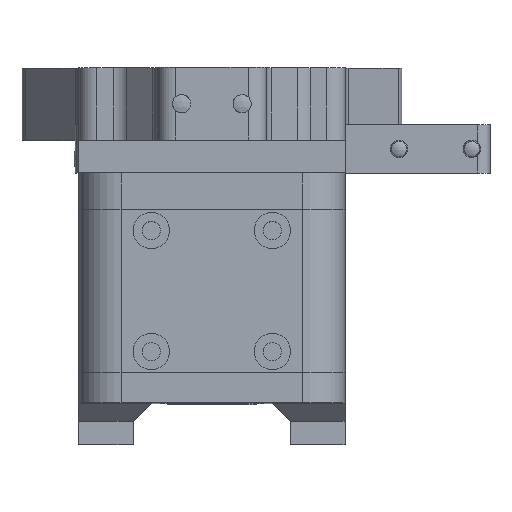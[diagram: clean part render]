
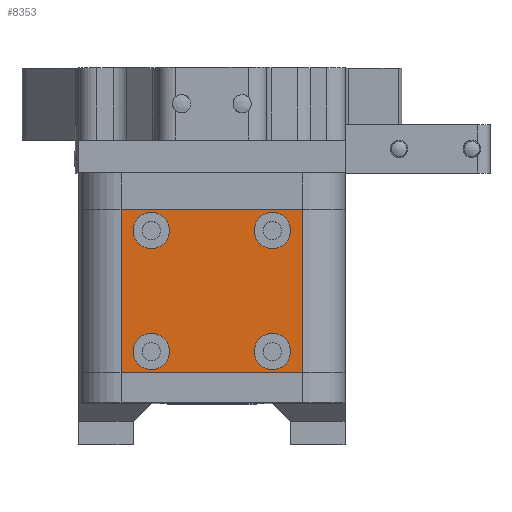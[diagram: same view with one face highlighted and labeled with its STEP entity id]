
A CAD part, top view. The second image highlights one B-rep face of the part: STEP entity #8353.
In plain terms, the highlighted planar face has unit normal (0, 0, 1).
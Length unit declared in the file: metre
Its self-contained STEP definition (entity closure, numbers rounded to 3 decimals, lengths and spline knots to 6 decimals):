
#629=LINE('',#14376,#1452);
#634=LINE('',#14396,#1457);
#641=LINE('',#14459,#1464);
#642=LINE('',#14460,#1465);
#1452=VECTOR('',#10984,1.);
#1457=VECTOR('',#10999,1.);
#1464=VECTOR('',#11076,1.);
#1465=VECTOR('',#11077,1.);
#1866=CIRCLE('',#9155,0.003);
#1867=CIRCLE('',#9157,0.003);
#1868=CIRCLE('',#9159,0.003);
#1869=CIRCLE('',#9161,0.003);
#2401=PLANE('',#9162);
#4210=ORIENTED_EDGE('',*,*,#5590,.F.);
#4211=ORIENTED_EDGE('',*,*,#5589,.F.);
#4212=ORIENTED_EDGE('',*,*,#5588,.F.);
#4213=ORIENTED_EDGE('',*,*,#5587,.F.);
#4214=ORIENTED_EDGE('',*,*,#5565,.T.);
#4215=ORIENTED_EDGE('',*,*,#5591,.T.);
#4216=ORIENTED_EDGE('',*,*,#5556,.F.);
#4217=ORIENTED_EDGE('',*,*,#5592,.T.);
#5556=EDGE_CURVE('',#6418,#6419,#629,.T.);
#5565=EDGE_CURVE('',#6428,#6427,#634,.T.);
#5587=EDGE_CURVE('',#6445,#6445,#1866,.T.);
#5588=EDGE_CURVE('',#6446,#6446,#1867,.T.);
#5589=EDGE_CURVE('',#6447,#6447,#1868,.T.);
#5590=EDGE_CURVE('',#6448,#6448,#1869,.T.);
#5591=EDGE_CURVE('',#6427,#6419,#641,.F.);
#5592=EDGE_CURVE('',#6418,#6428,#642,.T.);
#6418=VERTEX_POINT('',#14377);
#6419=VERTEX_POINT('',#14378);
#6427=VERTEX_POINT('',#14395);
#6428=VERTEX_POINT('',#14397);
#6445=VERTEX_POINT('',#14448);
#6446=VERTEX_POINT('',#14451);
#6447=VERTEX_POINT('',#14454);
#6448=VERTEX_POINT('',#14457);
#7149=EDGE_LOOP('',(#4210));
#7150=EDGE_LOOP('',(#4211));
#7151=EDGE_LOOP('',(#4212));
#7152=EDGE_LOOP('',(#4213));
#7153=EDGE_LOOP('',(#4214,#4215,#4216,#4217));
#7814=FACE_BOUND('',#7149,.T.);
#7815=FACE_BOUND('',#7150,.T.);
#7816=FACE_BOUND('',#7151,.T.);
#7817=FACE_BOUND('',#7152,.T.);
#7818=FACE_BOUND('',#7153,.T.);
#8353=ADVANCED_FACE('',(#7814,#7815,#7816,#7817,#7818),#2401,.T.);
#9155=AXIS2_PLACEMENT_3D('',#14447,#11060,#11061);
#9157=AXIS2_PLACEMENT_3D('',#14450,#11064,#11065);
#9159=AXIS2_PLACEMENT_3D('',#14453,#11068,#11069);
#9161=AXIS2_PLACEMENT_3D('',#14456,#11072,#11073);
#9162=AXIS2_PLACEMENT_3D('',#14458,#11074,#11075);
#10984=DIRECTION('',(-1.,0.,0.));
#10999=DIRECTION('',(-1.,0.,0.));
#11060=DIRECTION('',(0.,0.,1.));
#11061=DIRECTION('',(1.,0.,0.));
#11064=DIRECTION('',(0.,0.,1.));
#11065=DIRECTION('',(1.,0.,0.));
#11068=DIRECTION('',(0.,0.,1.));
#11069=DIRECTION('',(1.,0.,0.));
#11072=DIRECTION('',(0.,0.,1.));
#11073=DIRECTION('',(1.,0.,0.));
#11074=DIRECTION('',(0.,0.,1.));
#11075=DIRECTION('',(1.,0.,0.));
#11076=DIRECTION('',(0.,1.,0.));
#11077=DIRECTION('',(0.,1.,0.));
#14376=CARTESIAN_POINT('',(0.,-0.0135,0.013));
#14377=CARTESIAN_POINT('',(0.015,-0.0135,0.013));
#14378=CARTESIAN_POINT('',(-0.015,-0.0135,0.013));
#14395=CARTESIAN_POINT('',(-0.015,0.0135,0.013));
#14396=CARTESIAN_POINT('',(0.,0.0135,0.013));
#14397=CARTESIAN_POINT('',(0.015,0.0135,0.013));
#14447=CARTESIAN_POINT('',(0.01,0.01,0.013));
#14448=CARTESIAN_POINT('',(0.013,0.01,0.013));
#14450=CARTESIAN_POINT('',(0.01,-0.01,0.013));
#14451=CARTESIAN_POINT('',(0.013,-0.01,0.013));
#14453=CARTESIAN_POINT('',(-0.01,-0.01,0.013));
#14454=CARTESIAN_POINT('',(-0.007,-0.01,0.013));
#14456=CARTESIAN_POINT('',(-0.01,0.01,0.013));
#14457=CARTESIAN_POINT('',(-0.007,0.01,0.013));
#14458=CARTESIAN_POINT('',(0.,0.,0.013));
#14459=CARTESIAN_POINT('',(-0.015,0.,0.013));
#14460=CARTESIAN_POINT('',(0.015,0.0135,0.013));
